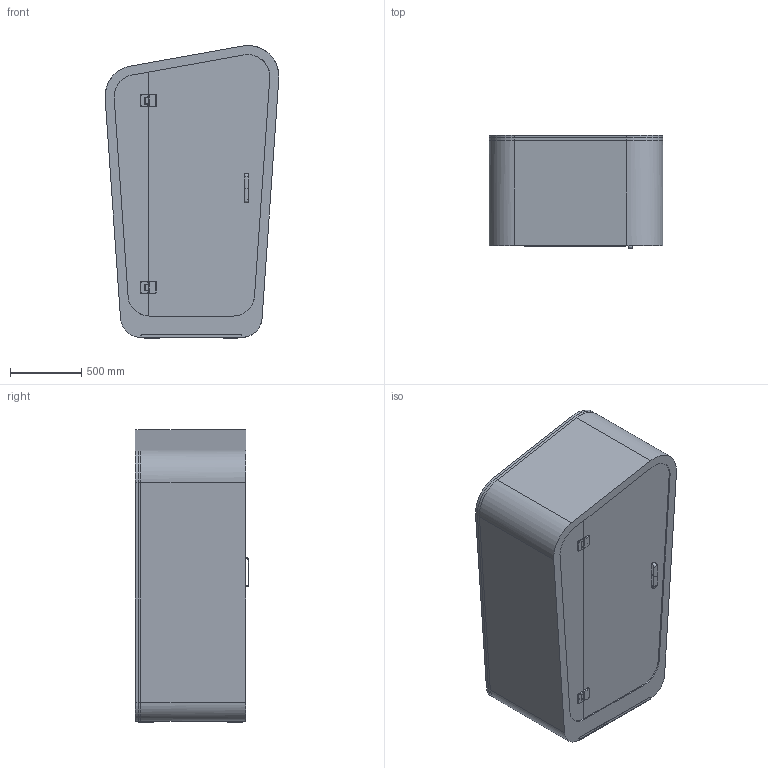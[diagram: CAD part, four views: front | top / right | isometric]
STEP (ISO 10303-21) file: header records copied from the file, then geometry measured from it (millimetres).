
FILE_DESCRIPTION(/* description */ (''),/* implementation_level */ '2;1');
FILE_NAME(/* name */ 'LOOP_G~1',/* time_stamp */ '2017-11-03T14:06:23-06:00',/* author */ (''),/* organization */ (''),/* preprocessor_version */ 'ST-DEVELOPER v15',/* originating_system */ '',/* authorisation */ '');
FILE_SCHEMA (('AUTOMOTIVE_DESIGN'));
Length unit declared in the file: inch
Products named in the file (1): Document
Bounding box: 1216.75 x 796.06 x 2050.99 mm (x, y, z)
Volume: 375054790.7 mm3; surface area: 17229974.4 mm2
Topology: 15 solids, 15 shells, 303 faces, 730 edges, 461 vertices
Faces by surface type: plane 159, bspline 144
Entity records: 9572 total; most frequent: CARTESIAN_POINT 4899, ORIENTED_EDGE 1442, EDGE_CURVE 721, VERTEX_POINT 451, B_SPLINE_CURVE_WITH_KNOTS 391, EDGE_LOOP 330, ADVANCED_FACE 303, FACE_OUTER_BOUND 303
